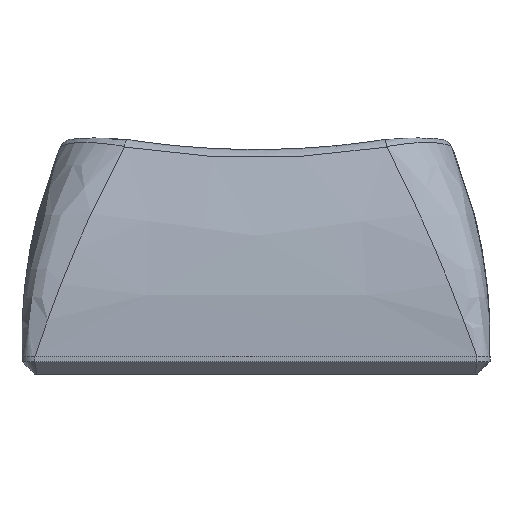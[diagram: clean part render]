
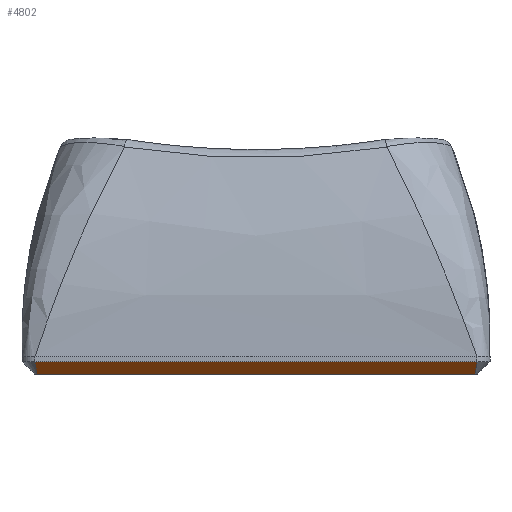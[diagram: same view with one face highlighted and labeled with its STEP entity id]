
A CAD part, front view. The second image highlights one B-rep face of the part: STEP entity #4802.
In plain terms, the highlighted planar face has unit normal (0, -0.707, -0.707).
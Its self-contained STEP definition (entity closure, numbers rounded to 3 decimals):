
#720 = PLANE('',#721);
#721 = AXIS2_PLACEMENT_3D('',#722,#723,#724);
#722 = CARTESIAN_POINT('',(-8.5,-9.,0.672));
#723 = DIRECTION('',(0.,-1.,0.));
#724 = DIRECTION('',(1.,0.,0.));
#1973 = VERTEX_POINT('',#1974);
#1974 = CARTESIAN_POINT('',(-8.5,-9.,0.48));
#2000 = EDGE_CURVE('',#1973,#2001,#2003,.T.);
#2001 = VERTEX_POINT('',#2002);
#2002 = CARTESIAN_POINT('',(8.5,-9.,0.48));
#2003 = SURFACE_CURVE('',#2004,(#2008,#2015),.PCURVE_S1.);
#2004 = LINE('',#2005,#2006);
#2005 = CARTESIAN_POINT('',(-8.5,-9.,0.48));
#2006 = VECTOR('',#2007,1.);
#2007 = DIRECTION('',(1.,0.,0.));
#2008 = PCURVE('',#720,#2009);
#2009 = DEFINITIONAL_REPRESENTATION('',(#2010),#2014);
#2010 = LINE('',#2011,#2012);
#2011 = CARTESIAN_POINT('',(0.,-0.192));
#2012 = VECTOR('',#2013,1.);
#2013 = DIRECTION('',(1.,0.));
#2014 = ( GEOMETRIC_REPRESENTATION_CONTEXT(2) 
PARAMETRIC_REPRESENTATION_CONTEXT() REPRESENTATION_CONTEXT('2D SPACE',''
  ) );
#2015 = PCURVE('',#2016,#2021);
#2016 = PLANE('',#2017);
#2017 = AXIS2_PLACEMENT_3D('',#2018,#2019,#2020);
#2018 = CARTESIAN_POINT('',(-8.5,-8.76,0.24));
#2019 = DIRECTION('',(0.,0.707,0.707)
  );
#2020 = DIRECTION('',(1.,0.,0.));
#2021 = DEFINITIONAL_REPRESENTATION('',(#2022),#2026);
#2022 = LINE('',#2023,#2024);
#2023 = CARTESIAN_POINT('',(0.,-0.339));
#2024 = VECTOR('',#2025,1.);
#2025 = DIRECTION('',(1.,0.));
#2026 = ( GEOMETRIC_REPRESENTATION_CONTEXT(2) 
PARAMETRIC_REPRESENTATION_CONTEXT() REPRESENTATION_CONTEXT('2D SPACE',''
  ) );
#3188 = CONICAL_SURFACE('',#3189,0.7,0.785);
#3189 = AXIS2_PLACEMENT_3D('',#3190,#3191,#3192);
#3190 = CARTESIAN_POINT('',(8.323,-8.323,0.48));
#3191 = DIRECTION('',(-0.,-0.,1.));
#3192 = DIRECTION('',(0.967,-0.253,0.));
#4802 = ADVANCED_FACE('',(#4803),#2016,.F.);
#4803 = FACE_BOUND('',#4804,.F.);
#4804 = EDGE_LOOP('',(#4805,#4840,#4841,#4871));
#4805 = ORIENTED_EDGE('',*,*,#4806,.F.);
#4806 = EDGE_CURVE('',#1973,#4807,#4809,.T.);
#4807 = VERTEX_POINT('',#4808);
#4808 = CARTESIAN_POINT('',(-8.42,-8.52,0.));
#4809 = SURFACE_CURVE('',#4810,(#4815,#4822),.PCURVE_S1.);
#4810 = PARABOLA('',#4811,0.008);
#4811 = AXIS2_PLACEMENT_3D('',#4812,#4813,#4814);
#4812 = CARTESIAN_POINT('',(-8.323,-8.311,
    -0.209));
#4813 = DIRECTION('',(0.,0.707,0.707)
  );
#4814 = DIRECTION('',(0.,-0.707,0.707)
  );
#4815 = PCURVE('',#2016,#4816);
#4816 = DEFINITIONAL_REPRESENTATION('',(#4817),#4821);
#4817 = B_SPLINE_CURVE_WITH_KNOTS('',2,(#4818,#4819,#4820),
  .UNSPECIFIED.,.F.,.F.,(3,3),(-0.177,-0.098),
  .PIECEWISE_BEZIER_KNOTS.);
#4818 = CARTESIAN_POINT('',(0.,-0.339));
#4819 = CARTESIAN_POINT('',(0.04,0.098));
#4820 = CARTESIAN_POINT('',(0.08,0.339));
#4821 = ( GEOMETRIC_REPRESENTATION_CONTEXT(2) 
PARAMETRIC_REPRESENTATION_CONTEXT() REPRESENTATION_CONTEXT('2D SPACE',''
  ) );
#4822 = PCURVE('',#4823,#4828);
#4823 = CONICAL_SURFACE('',#4824,0.7,0.785);
#4824 = AXIS2_PLACEMENT_3D('',#4825,#4826,#4827);
#4825 = CARTESIAN_POINT('',(-8.323,-8.323,0.48));
#4826 = DIRECTION('',(-0.,-0.,1.));
#4827 = DIRECTION('',(-0.253,-0.967,-0.));
#4828 = DEFINITIONAL_REPRESENTATION('',(#4829),#4839);
#4829 = B_SPLINE_CURVE_WITH_KNOTS('',8,(#4830,#4831,#4832,#4833,#4834,
    #4835,#4836,#4837,#4838),.UNSPECIFIED.,.F.,.F.,(9,9),(
    -0.177,-0.098),.PIECEWISE_BEZIER_KNOTS.);
#4830 = CARTESIAN_POINT('',(0.,0.));
#4831 = CARTESIAN_POINT('',(-0.014,-0.077));
#4832 = CARTESIAN_POINT('',(-0.03,-0.15));
#4833 = CARTESIAN_POINT('',(-0.048,-0.217));
#4834 = CARTESIAN_POINT('',(-0.069,-0.28));
#4835 = CARTESIAN_POINT('',(-0.094,-0.337));
#4836 = CARTESIAN_POINT('',(-0.123,-0.39));
#4837 = CARTESIAN_POINT('',(-0.158,-0.437));
#4838 = CARTESIAN_POINT('',(-0.203,-0.48));
#4839 = ( GEOMETRIC_REPRESENTATION_CONTEXT(2) 
PARAMETRIC_REPRESENTATION_CONTEXT() REPRESENTATION_CONTEXT('2D SPACE',''
  ) );
#4840 = ORIENTED_EDGE('',*,*,#2000,.T.);
#4841 = ORIENTED_EDGE('',*,*,#4842,.T.);
#4842 = EDGE_CURVE('',#2001,#4843,#4845,.T.);
#4843 = VERTEX_POINT('',#4844);
#4844 = CARTESIAN_POINT('',(8.42,-8.52,0.));
#4845 = SURFACE_CURVE('',#4846,(#4851,#4858),.PCURVE_S1.);
#4846 = PARABOLA('',#4847,0.008);
#4847 = AXIS2_PLACEMENT_3D('',#4848,#4849,#4850);
#4848 = CARTESIAN_POINT('',(8.323,-8.311,
    -0.209));
#4849 = DIRECTION('',(0.,-0.707,-0.707
    ));
#4850 = DIRECTION('',(0.,-0.707,0.707)
  );
#4851 = PCURVE('',#2016,#4852);
#4852 = DEFINITIONAL_REPRESENTATION('',(#4853),#4857);
#4853 = B_SPLINE_CURVE_WITH_KNOTS('',2,(#4854,#4855,#4856),
  .UNSPECIFIED.,.F.,.F.,(3,3),(-0.177,-0.098),
  .PIECEWISE_BEZIER_KNOTS.);
#4854 = CARTESIAN_POINT('',(17.,-0.339));
#4855 = CARTESIAN_POINT('',(16.96,0.098));
#4856 = CARTESIAN_POINT('',(16.92,0.339));
#4857 = ( GEOMETRIC_REPRESENTATION_CONTEXT(2) 
PARAMETRIC_REPRESENTATION_CONTEXT() REPRESENTATION_CONTEXT('2D SPACE',''
  ) );
#4858 = PCURVE('',#3188,#4859);
#4859 = DEFINITIONAL_REPRESENTATION('',(#4860),#4870);
#4860 = B_SPLINE_CURVE_WITH_KNOTS('',8,(#4861,#4862,#4863,#4864,#4865,
    #4866,#4867,#4868,#4869),.UNSPECIFIED.,.F.,.F.,(9,9),(
    -0.177,-0.098),.PIECEWISE_BEZIER_KNOTS.);
#4861 = CARTESIAN_POINT('',(-1.059,0.));
#4862 = CARTESIAN_POINT('',(-1.045,-0.077));
#4863 = CARTESIAN_POINT('',(-1.029,-0.15));
#4864 = CARTESIAN_POINT('',(-1.01,-0.217));
#4865 = CARTESIAN_POINT('',(-0.99,-0.28));
#4866 = CARTESIAN_POINT('',(-0.965,-0.337));
#4867 = CARTESIAN_POINT('',(-0.936,-0.39));
#4868 = CARTESIAN_POINT('',(-0.901,-0.437));
#4869 = CARTESIAN_POINT('',(-0.856,-0.48));
#4870 = ( GEOMETRIC_REPRESENTATION_CONTEXT(2) 
PARAMETRIC_REPRESENTATION_CONTEXT() REPRESENTATION_CONTEXT('2D SPACE',''
  ) );
#4871 = ORIENTED_EDGE('',*,*,#4872,.F.);
#4872 = EDGE_CURVE('',#4807,#4843,#4873,.T.);
#4873 = SURFACE_CURVE('',#4874,(#4878,#4885),.PCURVE_S1.);
#4874 = LINE('',#4875,#4876);
#4875 = CARTESIAN_POINT('',(-8.5,-8.52,0.));
#4876 = VECTOR('',#4877,1.);
#4877 = DIRECTION('',(1.,0.,0.));
#4878 = PCURVE('',#2016,#4879);
#4879 = DEFINITIONAL_REPRESENTATION('',(#4880),#4884);
#4880 = LINE('',#4881,#4882);
#4881 = CARTESIAN_POINT('',(0.,0.339));
#4882 = VECTOR('',#4883,1.);
#4883 = DIRECTION('',(1.,0.));
#4884 = ( GEOMETRIC_REPRESENTATION_CONTEXT(2) 
PARAMETRIC_REPRESENTATION_CONTEXT() REPRESENTATION_CONTEXT('2D SPACE',''
  ) );
#4885 = PCURVE('',#4886,#4891);
#4886 = PLANE('',#4887);
#4887 = AXIS2_PLACEMENT_3D('',#4888,#4889,#4890);
#4888 = CARTESIAN_POINT('',(8.5,9.,0.));
#4889 = DIRECTION('',(0.,0.,-1.));
#4890 = DIRECTION('',(-1.,0.,0.));
#4891 = DEFINITIONAL_REPRESENTATION('',(#4892),#4896);
#4892 = LINE('',#4893,#4894);
#4893 = CARTESIAN_POINT('',(17.,-17.52));
#4894 = VECTOR('',#4895,1.);
#4895 = DIRECTION('',(-1.,0.));
#4896 = ( GEOMETRIC_REPRESENTATION_CONTEXT(2) 
PARAMETRIC_REPRESENTATION_CONTEXT() REPRESENTATION_CONTEXT('2D SPACE',''
  ) );
